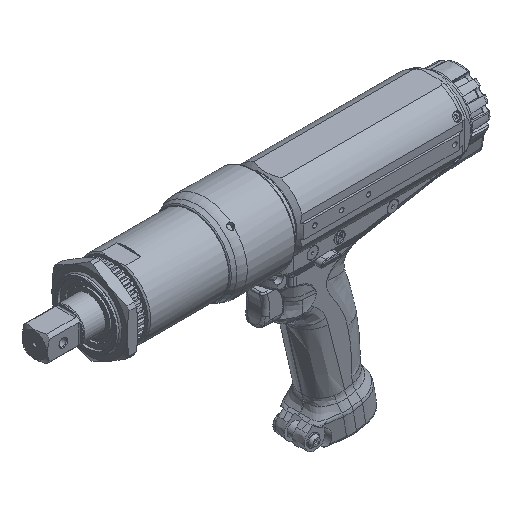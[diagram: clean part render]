
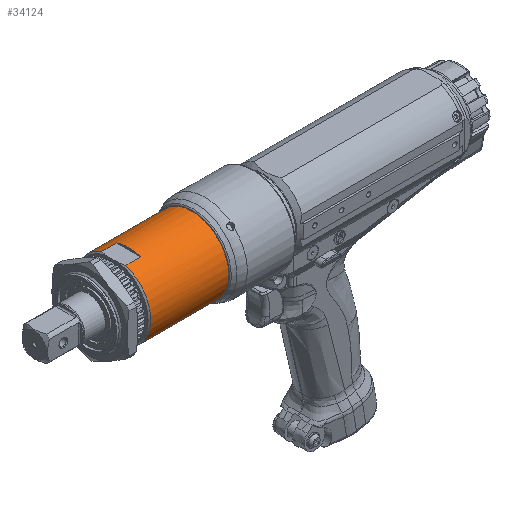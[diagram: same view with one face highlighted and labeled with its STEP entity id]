
A CAD part, isometric view. The second image highlights one B-rep face of the part: STEP entity #34124.
In plain terms, the highlighted cylindrical face has radius 27.5 mm (diameter 55 mm), a full revolution.
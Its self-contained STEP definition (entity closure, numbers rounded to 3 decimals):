
#1017=CYLINDRICAL_SURFACE('',#37071,27.5);
#2977=LINE('',#87983,#4960);
#2978=LINE('',#87985,#4961);
#2980=LINE('',#87993,#4963);
#2981=LINE('',#87995,#4964);
#3319=LINE('',#89825,#5302);
#4960=VECTOR('',#43368,10.);
#4961=VECTOR('',#43369,10.);
#4963=VECTOR('',#43379,10.);
#4964=VECTOR('',#43380,10.);
#5302=VECTOR('',#44748,27.5);
#7819=FACE_OUTER_BOUND('',#9726,.T.);
#9726=EDGE_LOOP('',(#29898,#29899,#29900,#29901,#29902,#29903,#29904,#29905,
#29906,#29907,#29908,#29909));
#10888=CIRCLE('',#36550,27.5);
#10889=CIRCLE('',#36552,27.5);
#10890=CIRCLE('',#36555,27.5);
#10891=CIRCLE('',#36556,27.5);
#10892=CIRCLE('',#36559,27.5);
#11145=CIRCLE('',#37072,27.5);
#14891=VERTEX_POINT('',#87962);
#14892=VERTEX_POINT('',#87966);
#14893=VERTEX_POINT('',#87972);
#14894=VERTEX_POINT('',#87976);
#14895=VERTEX_POINT('',#87982);
#14896=VERTEX_POINT('',#87984);
#14897=VERTEX_POINT('',#87988);
#14898=VERTEX_POINT('',#87992);
#14899=VERTEX_POINT('',#87994);
#15396=VERTEX_POINT('',#89823);
#19503=EDGE_CURVE('',#14891,#14892,#10888,.T.);
#19507=EDGE_CURVE('',#14894,#14893,#10889,.T.);
#19508=EDGE_CURVE('',#14894,#14895,#2977,.T.);
#19509=EDGE_CURVE('',#14896,#14892,#2978,.T.);
#19511=EDGE_CURVE('',#14895,#14897,#10890,.T.);
#19512=EDGE_CURVE('',#14897,#14896,#10891,.T.);
#19513=EDGE_CURVE('',#14891,#14898,#2980,.T.);
#19514=EDGE_CURVE('',#14899,#14893,#2981,.T.);
#19516=EDGE_CURVE('',#14898,#14899,#10892,.T.);
#20265=EDGE_CURVE('',#15396,#15396,#11145,.T.);
#20266=EDGE_CURVE('',#15396,#14897,#3319,.T.);
#29898=ORIENTED_EDGE('',*,*,#20265,.T.);
#29899=ORIENTED_EDGE('',*,*,#20266,.T.);
#29900=ORIENTED_EDGE('',*,*,#19512,.T.);
#29901=ORIENTED_EDGE('',*,*,#19509,.T.);
#29902=ORIENTED_EDGE('',*,*,#19503,.F.);
#29903=ORIENTED_EDGE('',*,*,#19513,.T.);
#29904=ORIENTED_EDGE('',*,*,#19516,.T.);
#29905=ORIENTED_EDGE('',*,*,#19514,.T.);
#29906=ORIENTED_EDGE('',*,*,#19507,.F.);
#29907=ORIENTED_EDGE('',*,*,#19508,.T.);
#29908=ORIENTED_EDGE('',*,*,#19511,.T.);
#29909=ORIENTED_EDGE('',*,*,#20266,.F.);
#34124=ADVANCED_FACE('',(#7819),#1017,.T.);
#36550=AXIS2_PLACEMENT_3D('',#87967,#43360,#43361);
#36552=AXIS2_PLACEMENT_3D('',#87980,#43364,#43365);
#36555=AXIS2_PLACEMENT_3D('',#87989,#43373,#43374);
#36556=AXIS2_PLACEMENT_3D('',#87990,#43375,#43376);
#36559=AXIS2_PLACEMENT_3D('',#87998,#43384,#43385);
#37071=AXIS2_PLACEMENT_3D('',#89822,#44744,#44745);
#37072=AXIS2_PLACEMENT_3D('',#89824,#44746,#44747);
#43360=DIRECTION('center_axis',(-1.,0.,0.));
#43361=DIRECTION('ref_axis',(0.,0.,
1.));
#43364=DIRECTION('center_axis',(-1.,0.,0.));
#43365=DIRECTION('ref_axis',(0.,0.,
1.));
#43368=DIRECTION('',(1.,0.,0.));
#43369=DIRECTION('',(-1.,0.,0.));
#43373=DIRECTION('center_axis',(1.,0.,0.));
#43374=DIRECTION('ref_axis',(0.,0.,
-1.));
#43375=DIRECTION('center_axis',(1.,0.,0.));
#43376=DIRECTION('ref_axis',(0.,0.,
-1.));
#43379=DIRECTION('',(1.,0.,0.));
#43380=DIRECTION('',(-1.,0.,0.));
#43384=DIRECTION('center_axis',(1.,0.,0.));
#43385=DIRECTION('ref_axis',(0.,0.,
-1.));
#44744=DIRECTION('center_axis',(1.,0.,0.));
#44745=DIRECTION('ref_axis',(0.,0.,
-1.));
#44746=DIRECTION('center_axis',(-1.,0.,0.));
#44747=DIRECTION('ref_axis',(0.,0.,
-1.));
#44748=DIRECTION('',(-1.,0.,0.));
#87962=CARTESIAN_POINT('',(-110.,-8.958,-26.));
#87966=CARTESIAN_POINT('',(-110.,-8.958,26.));
#87967=CARTESIAN_POINT('Origin',(-110.,0.,0.));
#87972=CARTESIAN_POINT('',(-110.,8.958,-26.));
#87976=CARTESIAN_POINT('',(-110.,8.958,26.));
#87980=CARTESIAN_POINT('Origin',(-110.,0.,0.));
#87982=CARTESIAN_POINT('',(-99.,8.958,26.));
#87983=CARTESIAN_POINT('',(-75.6,8.958,26.));
#87984=CARTESIAN_POINT('',(-99.,-8.958,26.));
#87985=CARTESIAN_POINT('',(-75.6,-8.958,26.));
#87988=CARTESIAN_POINT('',(-99.,0.,27.5));
#87989=CARTESIAN_POINT('Origin',(-99.,0.,
0.));
#87990=CARTESIAN_POINT('Origin',(-99.,0.,
0.));
#87992=CARTESIAN_POINT('',(-99.,-8.958,-26.));
#87993=CARTESIAN_POINT('',(-75.6,-8.958,-26.));
#87994=CARTESIAN_POINT('',(-99.,8.958,-26.));
#87995=CARTESIAN_POINT('',(-75.6,8.958,-26.));
#87998=CARTESIAN_POINT('Origin',(-99.,0.,
0.));
#89822=CARTESIAN_POINT('Origin',(-75.6,0.,0.));
#89823=CARTESIAN_POINT('',(-52.,0.,27.5));
#89824=CARTESIAN_POINT('Origin',(-52.,0.,0.));
#89825=CARTESIAN_POINT('',(-75.6,0.,27.5));
